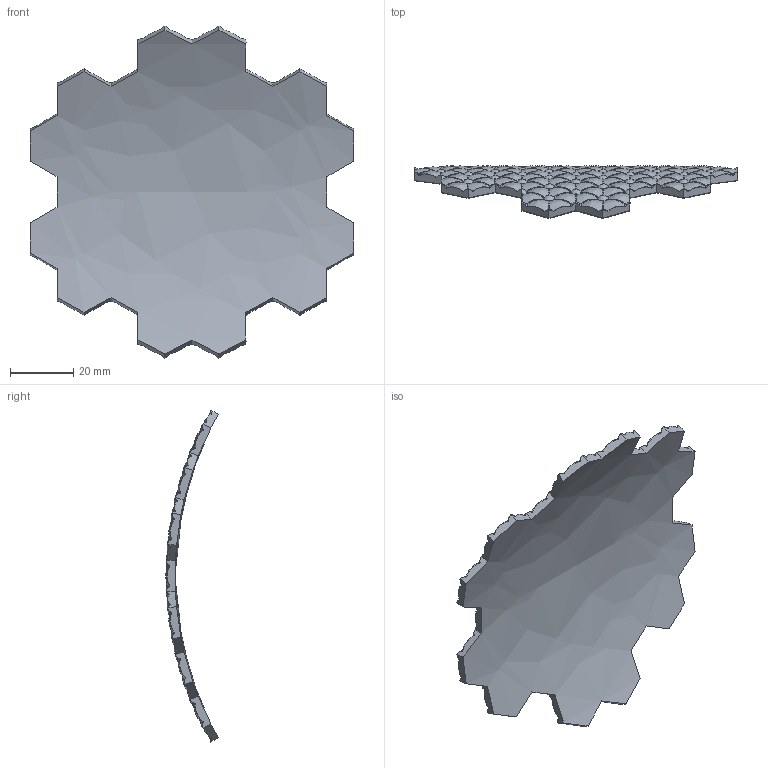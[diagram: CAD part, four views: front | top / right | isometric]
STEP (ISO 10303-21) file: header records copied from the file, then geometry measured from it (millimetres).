
FILE_DESCRIPTION(('FreeCAD Model'),'2;1');
FILE_NAME('Open CASCADE Shape Model','2025-05-28T19:10:14',('FreeCAD'),( 'FreeCAD'),'Open CASCADE STEP processor 7.6','FreeCAD','Unknown');
FILE_SCHEMA(('AUTOMOTIVE_DESIGN { 1 0 10303 214 1 1 1 1 }'));
Products named in the file (1): Open CASCADE STEP translator 7.6 1
Bounding box: 102.42 x 16.66 x 104.98 mm (x, y, z)
Volume: 19552.7 mm3; surface area: 17551.4 mm2
Topology: 1 solids, 1 shells, 1248 faces, 4693 edges, 3058 vertices
Faces by surface type: bspline 1248
Entity records: 160196 total; most frequent: CARTESIAN_POINT 136186, ORIENTED_EDGE 8616, EDGE_CURVE 4308, B_SPLINE_CURVE_WITH_KNOTS 3584, VERTEX_POINT 3062, ADVANCED_FACE 1248, FACE_BOUND 1248, EDGE_LOOP 1248
